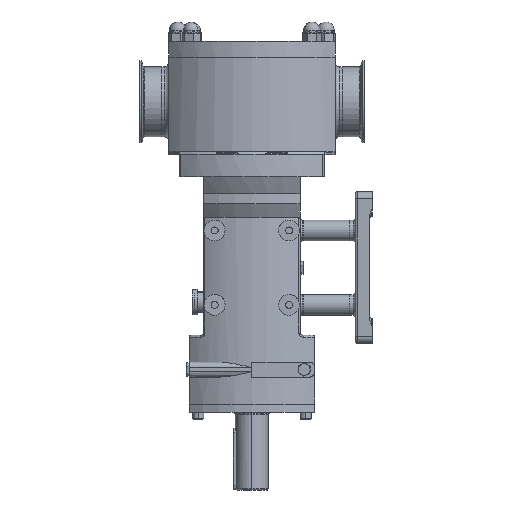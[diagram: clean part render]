
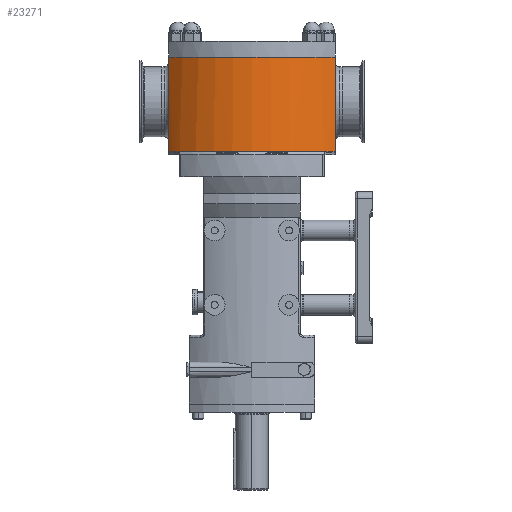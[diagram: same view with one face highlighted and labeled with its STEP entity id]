
A CAD part, left-side view. The second image highlights one B-rep face of the part: STEP entity #23271.
In plain terms, the highlighted cylindrical face has radius 168 mm (diameter 336 mm), a partial arc.
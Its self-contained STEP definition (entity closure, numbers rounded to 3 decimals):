
#702 = ORIENTED_EDGE ( 'NONE', *, *, #10022, .T. ) ;
#749 = VERTEX_POINT ( 'NONE', #18810 ) ;
#2172 = EDGE_CURVE ( 'NONE', #4031, #21438, #28381, .T. ) ;
#3539 = CARTESIAN_POINT ( 'NONE',  ( 0., 0., 366.62 ) ) ;
#4031 = VERTEX_POINT ( 'NONE', #12509 ) ;
#4170 = LINE ( 'NONE', #26187, #14036 ) ;
#4972 = VERTEX_POINT ( 'NONE', #33142 ) ;
#5417 = DIRECTION ( 'NONE',  ( 0., 0., -1. ) ) ;
#5448 = DIRECTION ( 'NONE',  ( 0., 1., 0. ) ) ;
#5477 = EDGE_CURVE ( 'NONE', #10587, #4972, #12349, .T. ) ;
#5912 = EDGE_LOOP ( 'NONE', ( #22280, #14165, #22511, #19632, #15318, #702 ) ) ;
#6302 = AXIS2_PLACEMENT_3D ( 'NONE', #28863, #21362, #5448 ) ;
#6925 = EDGE_CURVE ( 'NONE', #21438, #749, #4170, .T. ) ;
#8803 = DIRECTION ( 'NONE',  ( 0., 0., -1. ) ) ;
#8863 = AXIS2_PLACEMENT_3D ( 'NONE', #33822, #31038, #10573 ) ;
#8951 = DIRECTION ( 'NONE',  ( 0., 0., 1. ) ) ;
#9211 = VECTOR ( 'NONE', #5417, 1000. ) ;
#9658 = VERTEX_POINT ( 'NONE', #19617 ) ;
#9979 = CIRCLE ( 'NONE', #18384, 168. ) ;
#10022 = EDGE_CURVE ( 'NONE', #4031, #10587, #10831, .T. ) ;
#10573 = DIRECTION ( 'NONE',  ( 0., -1., 0. ) ) ;
#10587 = VERTEX_POINT ( 'NONE', #11876 ) ;
#10831 = LINE ( 'NONE', #29712, #9211 ) ;
#11876 = CARTESIAN_POINT ( 'NONE',  ( -116.546, 121., 366.62 ) ) ;
#11931 = DIRECTION ( 'NONE',  ( 0., 0., 1. ) ) ;
#12349 = CIRCLE ( 'NONE', #19554, 168. ) ;
#12509 = CARTESIAN_POINT ( 'NONE',  ( -116.546, 121., 503.62 ) ) ;
#14036 = VECTOR ( 'NONE', #23235, 1000. ) ;
#14165 = ORIENTED_EDGE ( 'NONE', *, *, #30917, .F. ) ;
#14917 = FACE_OUTER_BOUND ( 'NONE', #5912, .T. ) ;
#15292 = AXIS2_PLACEMENT_3D ( 'NONE', #3539, #8803, #17022 ) ;
#15318 = ORIENTED_EDGE ( 'NONE', *, *, #2172, .F. ) ;
#16434 = CIRCLE ( 'NONE', #15292, 168. ) ;
#17022 = DIRECTION ( 'NONE',  ( 0., 1., 0. ) ) ;
#18384 = AXIS2_PLACEMENT_3D ( 'NONE', #25385, #11931, #20163 ) ;
#18810 = CARTESIAN_POINT ( 'NONE',  ( -116.546, -121., 366.62 ) ) ;
#19286 = DIRECTION ( 'NONE',  ( 0., -1., 0. ) ) ;
#19554 = AXIS2_PLACEMENT_3D ( 'NONE', #27637, #8951, #19286 ) ;
#19617 = CARTESIAN_POINT ( 'NONE',  ( -131.145, -105., 366.62 ) ) ;
#19632 = ORIENTED_EDGE ( 'NONE', *, *, #6925, .F. ) ;
#20163 = DIRECTION ( 'NONE',  ( 0., -1., 0. ) ) ;
#20468 = CARTESIAN_POINT ( 'NONE',  ( -116.546, -121., 503.62 ) ) ;
#21362 = DIRECTION ( 'NONE',  ( 0., 0., -1. ) ) ;
#21438 = VERTEX_POINT ( 'NONE', #20468 ) ;
#22280 = ORIENTED_EDGE ( 'NONE', *, *, #5477, .T. ) ;
#22511 = ORIENTED_EDGE ( 'NONE', *, *, #27525, .T. ) ;
#23235 = DIRECTION ( 'NONE',  ( 0., 0., -1. ) ) ;
#23271 = ADVANCED_FACE ( 'NONE', ( #14917 ), #34272, .T. ) ;
#25385 = CARTESIAN_POINT ( 'NONE',  ( 0., 0., 366.62 ) ) ;
#26187 = CARTESIAN_POINT ( 'NONE',  ( -116.546, -121., 503.62 ) ) ;
#27525 = EDGE_CURVE ( 'NONE', #9658, #749, #9979, .T. ) ;
#27637 = CARTESIAN_POINT ( 'NONE',  ( 0., 0., 366.62 ) ) ;
#28381 = CIRCLE ( 'NONE', #8863, 168. ) ;
#28863 = CARTESIAN_POINT ( 'NONE',  ( 0., 0., 503.62 ) ) ;
#29712 = CARTESIAN_POINT ( 'NONE',  ( -116.546, 121., 503.62 ) ) ;
#30917 = EDGE_CURVE ( 'NONE', #9658, #4972, #16434, .T. ) ;
#31038 = DIRECTION ( 'NONE',  ( 0., 0., 1. ) ) ;
#33142 = CARTESIAN_POINT ( 'NONE',  ( -131.145, 105., 366.62 ) ) ;
#33822 = CARTESIAN_POINT ( 'NONE',  ( 0., 0., 503.62 ) ) ;
#34272 = CYLINDRICAL_SURFACE ( 'NONE', #6302, 168. ) ;
